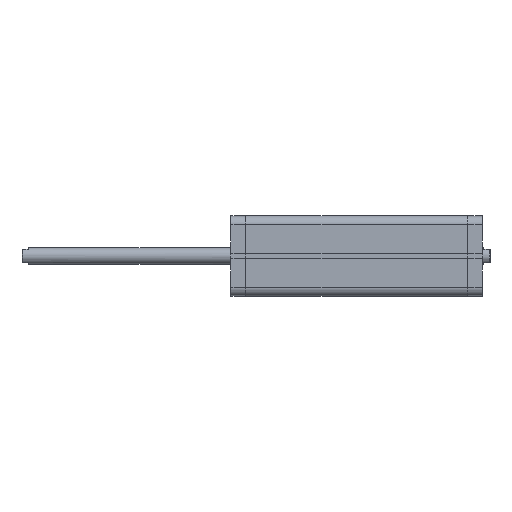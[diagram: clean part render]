
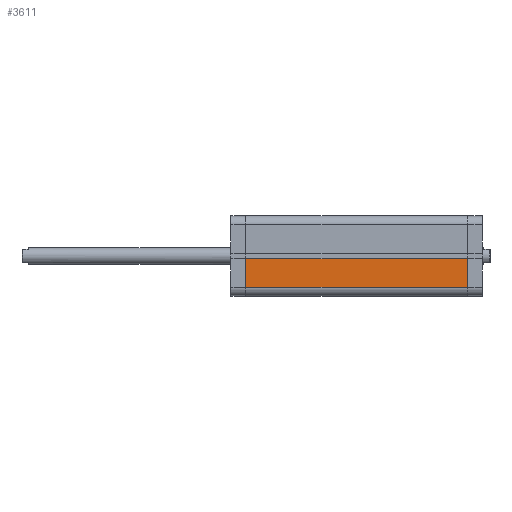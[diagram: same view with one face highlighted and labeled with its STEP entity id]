
A CAD part, front view. The second image highlights one B-rep face of the part: STEP entity #3611.
In plain terms, the highlighted planar face has unit normal (0, -1, 0).
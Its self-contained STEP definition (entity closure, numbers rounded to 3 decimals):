
#1011 = CARTESIAN_POINT ( 'NONE',  ( 0., -40., 220.5 ) ) ;
#1012 = PLANE ( 'NONE',  #3344 ) ;
#1014 = DIRECTION ( 'NONE',  ( 0., 1., 0. ) ) ;
#1015 = DIRECTION ( 'NONE',  ( 0., 0., 1. ) ) ;
#2097 = VERTEX_POINT ( 'NONE', #2790 ) ;
#2103 = VERTEX_POINT ( 'NONE', #7106 ) ;
#2418 = VERTEX_POINT ( 'NONE', #5110 ) ;
#2419 = VERTEX_POINT ( 'NONE', #5111 ) ;
#2790 = CARTESIAN_POINT ( 'NONE',  ( -31., -40., 0. ) ) ;
#2815 = EDGE_CURVE ( 'NONE', #2103, #2419, #6163, .T. ) ;
#2817 = EDGE_CURVE ( 'NONE', #2103, #2097, #6165, .T. ) ;
#2822 = EDGE_CURVE ( 'NONE', #2419, #2418, #6168, .T. ) ;
#2824 = EDGE_CURVE ( 'NONE', #2097, #2418, #6167, .T. ) ;
#3344 = AXIS2_PLACEMENT_3D ( 'NONE', #1011, #1014, #1015 ) ;
#3611 = ADVANCED_FACE ( 'NONE', ( #6782 ), #1012, .F. ) ;
#4282 = ORIENTED_EDGE ( 'NONE', *, *, #2817, .T. ) ;
#4283 = ORIENTED_EDGE ( 'NONE', *, *, #2815, .F. ) ;
#4284 = ORIENTED_EDGE ( 'NONE', *, *, #2822, .F. ) ;
#4285 = ORIENTED_EDGE ( 'NONE', *, *, #2824, .T. ) ;
#4352 = EDGE_LOOP ( 'NONE', ( #4285, #4284, #4283, #4282 ) ) ;
#5110 = CARTESIAN_POINT ( 'NONE',  ( -2.6, -40., 0. ) ) ;
#5111 = CARTESIAN_POINT ( 'NONE',  ( -2.6, -40., 220.5 ) ) ;
#5899 = CARTESIAN_POINT ( 'NONE',  ( -31., -40., 220.5 ) ) ;
#5905 = CARTESIAN_POINT ( 'NONE',  ( 0., -40., 220.5 ) ) ;
#5906 = DIRECTION ( 'NONE',  ( 1., 0., 0. ) ) ;
#5910 = DIRECTION ( 'NONE',  ( 0., 0., -1. ) ) ;
#5924 = CARTESIAN_POINT ( 'NONE',  ( -2.6, -40., 220.5 ) ) ;
#5925 = DIRECTION ( 'NONE',  ( 0., 0., -1. ) ) ;
#5929 = CARTESIAN_POINT ( 'NONE',  ( 0., -40., 0. ) ) ;
#5930 = DIRECTION ( 'NONE',  ( 1., 0., 0. ) ) ;
#6134 = VECTOR ( 'NONE', #5910, 1000. ) ;
#6163 = LINE ( 'NONE', #5905, #6164 ) ;
#6164 = VECTOR ( 'NONE', #5906, 1000. ) ;
#6165 = LINE ( 'NONE', #5899, #6134 ) ;
#6167 = LINE ( 'NONE', #5929, #6173 ) ;
#6168 = LINE ( 'NONE', #5924, #6171 ) ;
#6171 = VECTOR ( 'NONE', #5925, 1000. ) ;
#6173 = VECTOR ( 'NONE', #5930, 1000. ) ;
#6782 = FACE_OUTER_BOUND ( 'NONE', #4352, .T. ) ;
#7106 = CARTESIAN_POINT ( 'NONE',  ( -31., -40., 220.5 ) ) ;
